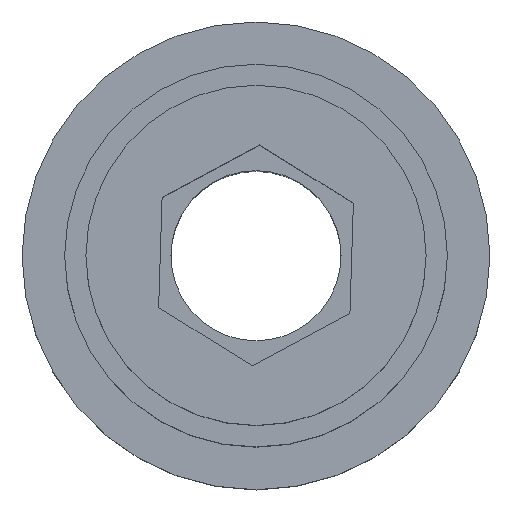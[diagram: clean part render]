
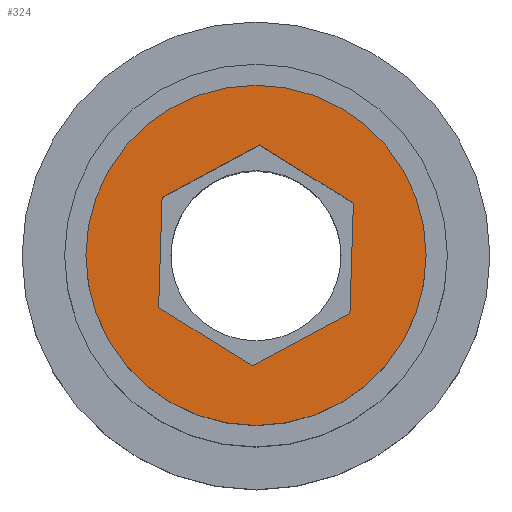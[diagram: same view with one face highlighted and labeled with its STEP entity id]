
A CAD part, top view. The second image highlights one B-rep face of the part: STEP entity #324.
In plain terms, the highlighted planar face has unit normal (0, 0, 1).
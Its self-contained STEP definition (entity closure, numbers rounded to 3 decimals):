
#22=FACE_BOUND('',#68,.T.);
#31=CIRCLE('',#364,4.);
#45=FACE_OUTER_BOUND('',#67,.T.);
#67=EDGE_LOOP('',(#253));
#68=EDGE_LOOP('',(#254,#255,#256,#257,#258,#259));
#82=LINE('',#477,#114);
#86=LINE('',#485,#118);
#89=LINE('',#491,#121);
#92=LINE('',#497,#124);
#95=LINE('',#503,#127);
#98=LINE('',#508,#130);
#114=VECTOR('',#383,10.);
#118=VECTOR('',#389,10.);
#121=VECTOR('',#394,10.);
#124=VECTOR('',#399,10.);
#127=VECTOR('',#404,10.);
#130=VECTOR('',#409,10.);
#146=VERTEX_POINT('',#475);
#147=VERTEX_POINT('',#476);
#150=VERTEX_POINT('',#484);
#152=VERTEX_POINT('',#490);
#154=VERTEX_POINT('',#496);
#156=VERTEX_POINT('',#502);
#163=VERTEX_POINT('',#525);
#174=EDGE_CURVE('',#146,#147,#82,.T.);
#178=EDGE_CURVE('',#150,#146,#86,.T.);
#181=EDGE_CURVE('',#152,#150,#89,.T.);
#184=EDGE_CURVE('',#154,#152,#92,.T.);
#187=EDGE_CURVE('',#156,#154,#95,.T.);
#190=EDGE_CURVE('',#147,#156,#98,.T.);
#198=EDGE_CURVE('',#163,#163,#31,.T.);
#253=ORIENTED_EDGE('',*,*,#198,.T.);
#254=ORIENTED_EDGE('',*,*,#174,.T.);
#255=ORIENTED_EDGE('',*,*,#190,.T.);
#256=ORIENTED_EDGE('',*,*,#187,.T.);
#257=ORIENTED_EDGE('',*,*,#184,.T.);
#258=ORIENTED_EDGE('',*,*,#181,.T.);
#259=ORIENTED_EDGE('',*,*,#178,.T.);
#308=PLANE('',#363);
#324=ADVANCED_FACE('',(#45,#22),#308,.T.);
#363=AXIS2_PLACEMENT_3D('',#524,#428,#429);
#364=AXIS2_PLACEMENT_3D('',#526,#430,#431);
#383=DIRECTION('',(-0.031,-1.,0.));
#389=DIRECTION('',(0.85,-0.527,0.));
#394=DIRECTION('',(0.881,0.473,0.));
#399=DIRECTION('',(0.031,1.,0.));
#404=DIRECTION('',(-0.85,0.527,0.));
#409=DIRECTION('',(-0.881,-0.473,0.));
#428=DIRECTION('center_axis',(0.,0.,1.));
#429=DIRECTION('ref_axis',(-1.,0.,0.));
#430=DIRECTION('center_axis',(0.,0.,1.));
#431=DIRECTION('ref_axis',(-1.,0.,0.));
#475=CARTESIAN_POINT('',(2.289,1.228,31.));
#476=CARTESIAN_POINT('',(2.209,-1.368,31.));
#477=CARTESIAN_POINT('',(2.269,0.579,31.));
#484=CARTESIAN_POINT('',(0.081,2.597,31.));
#485=CARTESIAN_POINT('',(0.633,2.255,31.));
#490=CARTESIAN_POINT('',(-2.209,1.368,31.));
#491=CARTESIAN_POINT('',(-1.636,1.676,31.));
#496=CARTESIAN_POINT('',(-2.289,-1.228,31.));
#497=CARTESIAN_POINT('',(-2.269,-0.579,31.));
#502=CARTESIAN_POINT('',(-0.081,-2.597,31.));
#503=CARTESIAN_POINT('',(-0.633,-2.255,31.));
#508=CARTESIAN_POINT('',(1.636,-1.676,31.));
#524=CARTESIAN_POINT('Origin',(0.,0.,31.));
#525=CARTESIAN_POINT('',(4.,0.,31.));
#526=CARTESIAN_POINT('Origin',(0.,0.,31.));
